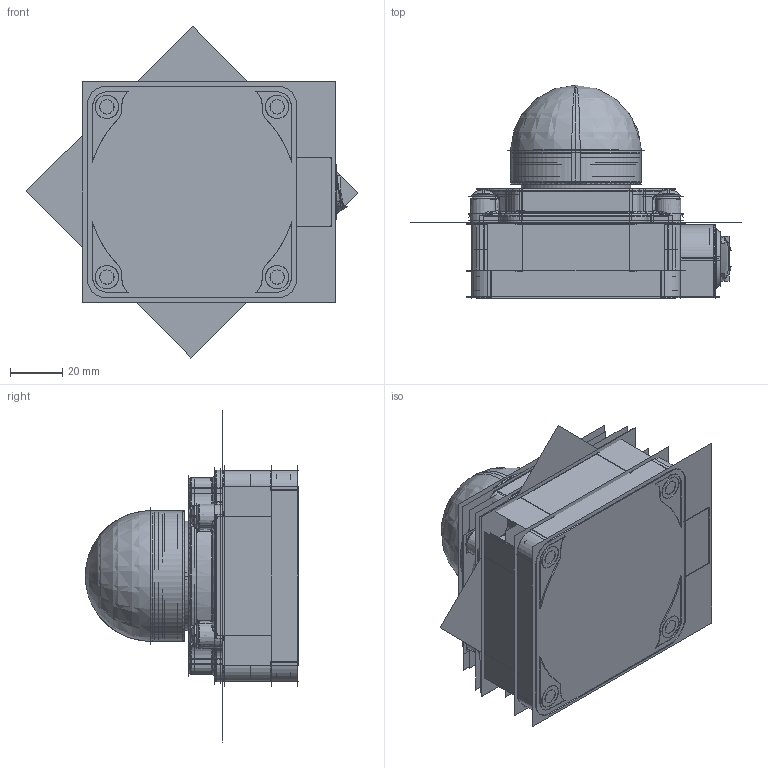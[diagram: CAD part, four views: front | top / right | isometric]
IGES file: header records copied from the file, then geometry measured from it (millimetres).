
Start section:  PTC IGES file: 151701.igs
Global section: file name: 151701.igs; native system: Creo Parametric by Parametric Technology Corporation; preprocessor: 2013230; author: pdmadmin; organization: Unknown; date: 20151202.124550; units: millimetre
Bounding box: 126.7 x 81.44 x 126.71 mm (x, y, z)
Volume: 107796 mm3; surface area: 681329.4 mm2
Topology: 15 solids, 20 shells, 2744 faces, 14137 edges, 17921 vertices
Faces by surface type: revolution 1506, bspline 1236, extrusion 2
